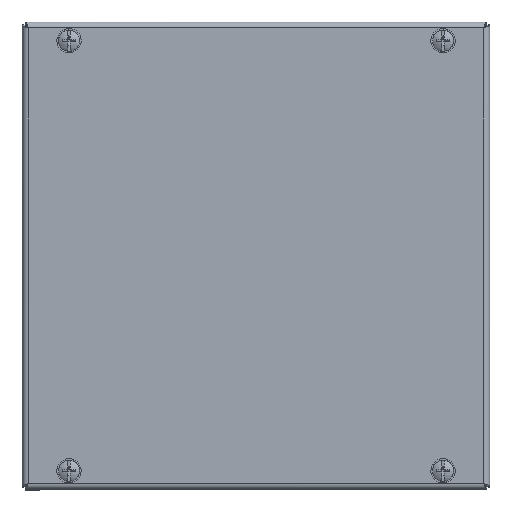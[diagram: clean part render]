
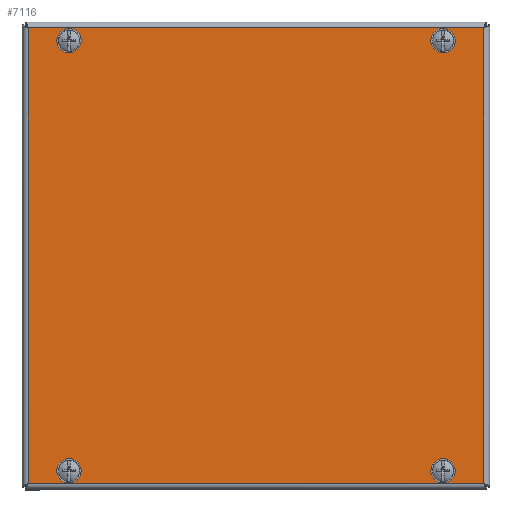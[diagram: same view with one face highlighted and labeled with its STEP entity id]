
A CAD part, top view. The second image highlights one B-rep face of the part: STEP entity #7116.
In plain terms, the highlighted face is planar.
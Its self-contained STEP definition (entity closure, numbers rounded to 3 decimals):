
#516=LINE('',#10498,#1051);
#517=LINE('',#10500,#1052);
#518=LINE('',#10502,#1053);
#519=LINE('',#10503,#1054);
#1051=VECTOR('',#8424,1000.);
#1052=VECTOR('',#8425,1000.);
#1053=VECTOR('',#8426,1000.);
#1054=VECTOR('',#8427,1000.);
#1583=PLANE('',#7631);
#1780=FACE_BOUND('',#2400,.T.);
#1781=FACE_BOUND('',#2401,.T.);
#1782=FACE_BOUND('',#2402,.T.);
#1783=FACE_BOUND('',#2403,.T.);
#1897=FACE_OUTER_BOUND('',#2399,.T.);
#2399=EDGE_LOOP('',(#4929,#4930,#4931,#4932));
#2400=EDGE_LOOP('',(#4933));
#2401=EDGE_LOOP('',(#4934));
#2402=EDGE_LOOP('',(#4935));
#2403=EDGE_LOOP('',(#4936));
#3001=CIRCLE('',#7620,4.);
#3003=CIRCLE('',#7623,4.);
#3005=CIRCLE('',#7626,4.);
#3007=CIRCLE('',#7629,4.);
#3286=VERTEX_POINT('',#10469);
#3288=VERTEX_POINT('',#10474);
#3290=VERTEX_POINT('',#10479);
#3292=VERTEX_POINT('',#10484);
#3297=VERTEX_POINT('',#10496);
#3298=VERTEX_POINT('',#10497);
#3299=VERTEX_POINT('',#10499);
#3300=VERTEX_POINT('',#10501);
#3901=EDGE_CURVE('',#3286,#3286,#3001,.T.);
#3903=EDGE_CURVE('',#3288,#3288,#3003,.T.);
#3905=EDGE_CURVE('',#3290,#3290,#3005,.T.);
#3907=EDGE_CURVE('',#3292,#3292,#3007,.T.);
#3912=EDGE_CURVE('',#3297,#3298,#516,.T.);
#3913=EDGE_CURVE('',#3298,#3299,#517,.T.);
#3914=EDGE_CURVE('',#3299,#3300,#518,.T.);
#3915=EDGE_CURVE('',#3300,#3297,#519,.T.);
#4929=ORIENTED_EDGE('',*,*,#3912,.T.);
#4930=ORIENTED_EDGE('',*,*,#3913,.T.);
#4931=ORIENTED_EDGE('',*,*,#3914,.T.);
#4932=ORIENTED_EDGE('',*,*,#3915,.T.);
#4933=ORIENTED_EDGE('',*,*,#3901,.F.);
#4934=ORIENTED_EDGE('',*,*,#3903,.F.);
#4935=ORIENTED_EDGE('',*,*,#3905,.F.);
#4936=ORIENTED_EDGE('',*,*,#3907,.F.);
#7116=ADVANCED_FACE('',(#1897,#1780,#1781,#1782,#1783),#1583,.F.);
#7620=AXIS2_PLACEMENT_3D('',#10470,#8396,#8397);
#7623=AXIS2_PLACEMENT_3D('',#10475,#8402,#8403);
#7626=AXIS2_PLACEMENT_3D('',#10480,#8408,#8409);
#7629=AXIS2_PLACEMENT_3D('',#10485,#8414,#8415);
#7631=AXIS2_PLACEMENT_3D('',#10495,#8422,#8423);
#8396=DIRECTION('center_axis',(0.,0.,-1.));
#8397=DIRECTION('ref_axis',(1.,0.,0.));
#8402=DIRECTION('center_axis',(0.,0.,-1.));
#8403=DIRECTION('ref_axis',(-1.,0.,0.));
#8408=DIRECTION('center_axis',(0.,0.,-1.));
#8409=DIRECTION('ref_axis',(1.,0.,0.));
#8414=DIRECTION('center_axis',(0.,0.,-1.));
#8415=DIRECTION('ref_axis',(-1.,0.,0.));
#8422=DIRECTION('center_axis',(0.,0.,1.));
#8423=DIRECTION('ref_axis',(1.,0.,0.));
#8424=DIRECTION('',(-1.,0.,0.));
#8425=DIRECTION('',(0.,1.,0.));
#8426=DIRECTION('',(1.,0.,0.));
#8427=DIRECTION('',(0.,-1.,0.));
#10469=CARTESIAN_POINT('',(76.,-92.,0.));
#10470=CARTESIAN_POINT('Origin',(80.,-92.,0.));
#10474=CARTESIAN_POINT('',(-84.,-92.,0.));
#10475=CARTESIAN_POINT('Origin',(-80.,-92.,0.));
#10479=CARTESIAN_POINT('',(-84.,92.,0.));
#10480=CARTESIAN_POINT('Origin',(-80.,92.,0.));
#10484=CARTESIAN_POINT('',(76.,92.,0.));
#10485=CARTESIAN_POINT('Origin',(80.,92.,0.));
#10495=CARTESIAN_POINT('Origin',(-100.,100.,0.));
#10496=CARTESIAN_POINT('',(97.5,-97.5,0.));
#10497=CARTESIAN_POINT('',(-97.5,-97.5,0.));
#10498=CARTESIAN_POINT('',(98.743,-97.5,0.));
#10499=CARTESIAN_POINT('',(-97.5,97.5,0.));
#10500=CARTESIAN_POINT('',(-97.5,-98.743,0.));
#10501=CARTESIAN_POINT('',(97.5,97.5,0.));
#10502=CARTESIAN_POINT('',(-98.743,97.5,0.));
#10503=CARTESIAN_POINT('',(97.5,98.743,0.));
